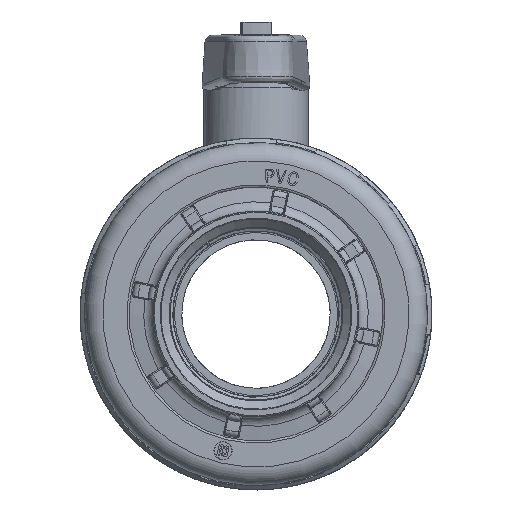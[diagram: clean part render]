
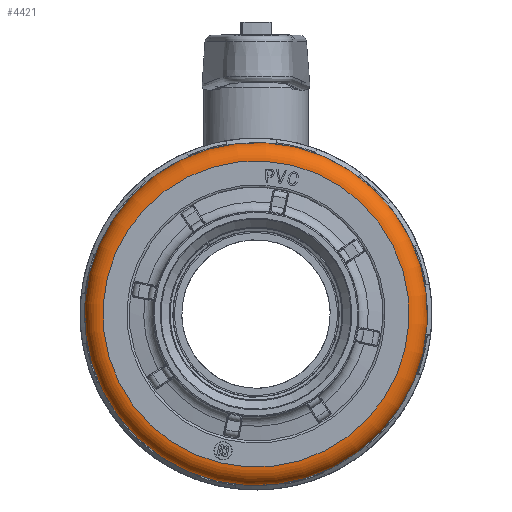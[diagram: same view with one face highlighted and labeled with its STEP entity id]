
A CAD part, left-side view. The second image highlights one B-rep face of the part: STEP entity #4421.
In plain terms, the highlighted toroidal (fillet/blend) face has major radius 67 mm and minor radius 8 mm.
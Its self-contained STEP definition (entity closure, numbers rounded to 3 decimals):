
#4421 = ADVANCED_FACE( '', ( #9000, #9001 ), #9002, .T. );
#9000 = FACE_OUTER_BOUND( '', #50642, .T. );
#9001 = FACE_OUTER_BOUND( '', #50643, .T. );
#9002 = TOROIDAL_SURFACE( '', #50644, 67., 8. );
#50642 = EDGE_LOOP( '', ( #64791 ) );
#50643 = EDGE_LOOP( '', ( #64792 ) );
#50644 = AXIS2_PLACEMENT_3D( '', #64793, #64794, #64795 );
#64791 = ORIENTED_EDGE( '', *, *, #66349, .F. );
#64792 = ORIENTED_EDGE( '', *, *, #69327, .T. );
#64793 = CARTESIAN_POINT( '', ( 0., 0., 8. ) );
#64794 = DIRECTION( '', ( 0., 0., -1. ) );
#64795 = DIRECTION( '', ( -1., 0., 0. ) );
#66349 = EDGE_CURVE( '', #72323, #72323, #72324, .T. );
#69327 = EDGE_CURVE( '', #76763, #76763, #76764, .T. );
#72323 = VERTEX_POINT( '', #88159 );
#72324 = CIRCLE( '', #88160, 67. );
#76763 = VERTEX_POINT( '', #112475 );
#76764 = CIRCLE( '', #112476, 75. );
#88159 = CARTESIAN_POINT( '', ( -67., 0., 0. ) );
#88160 = AXIS2_PLACEMENT_3D( '', #119733, #119734, #119735 );
#112475 = CARTESIAN_POINT( '', ( -75., 0., 8. ) );
#112476 = AXIS2_PLACEMENT_3D( '', #122659, #122660, #122661 );
#119733 = CARTESIAN_POINT( '', ( 0., 0., 0. ) );
#119734 = DIRECTION( '', ( 0., 0., -1. ) );
#119735 = DIRECTION( '', ( -1., 0., 0. ) );
#122659 = CARTESIAN_POINT( '', ( 0., 0., 8. ) );
#122660 = DIRECTION( '', ( 0., 0., -1. ) );
#122661 = DIRECTION( '', ( -1., 0., 0. ) );
